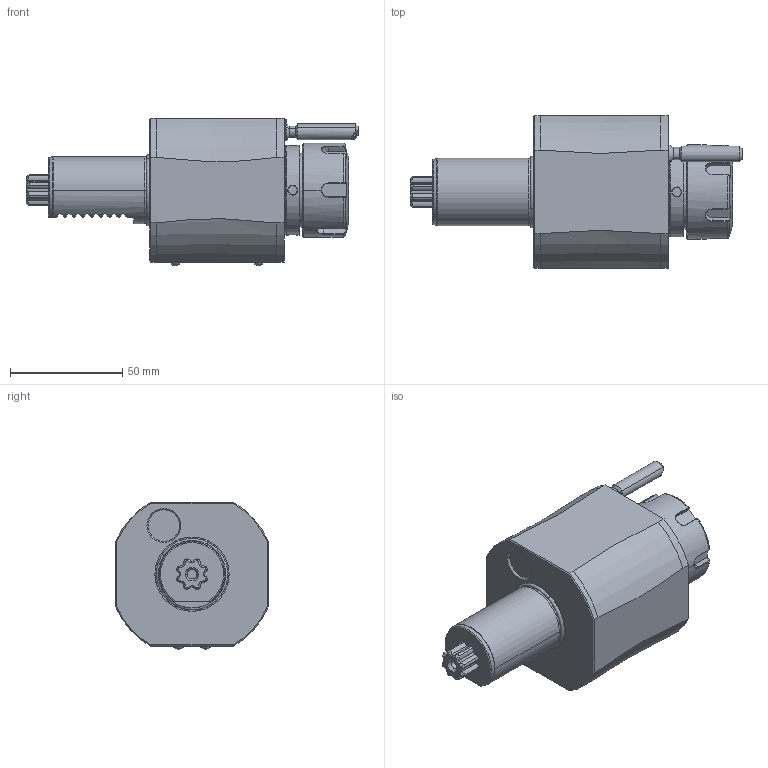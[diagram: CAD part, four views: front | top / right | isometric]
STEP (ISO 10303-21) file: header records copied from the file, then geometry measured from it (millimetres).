
FILE_DESCRIPTION((''),'2;1');
FILE_NAME('NGT1_30_111_25_1','2017-03-10T',('vali'),('NOVA GRUP'),'PRO/ENGINEER BY PARAMETRIC TECHNOLOGY CORPORATION, 2010280','PRO/ENGINEER BY PARAMETRIC TECHNOLOGY CORPORATION, 2010280','');
FILE_SCHEMA(('CONFIG_CONTROL_DESIGN'));
Length unit declared in the file: millimetre
Products named in the file (1): NGT1_30_111_25_1
Bounding box: 147.83 x 68 x 65.6 mm (x, y, z)
Volume: 298238.6 mm3; surface area: 34101 mm2
Topology: 1 solids, 1 shells, 290 faces, 740 edges, 466 vertices
Faces by surface type: cylinder 94, plane 89, cone 45, bspline 40, torus 16, sphere 6
Entity records: 13234 total; most frequent: CARTESIAN_POINT 6669, ORIENTED_EDGE 1472, DIRECTION 1181, EDGE_CURVE 736, VERTEX_POINT 466, AXIS2_PLACEMENT_3D 449, EDGE_LOOP 308, FACE_OUTER_BOUND 290
